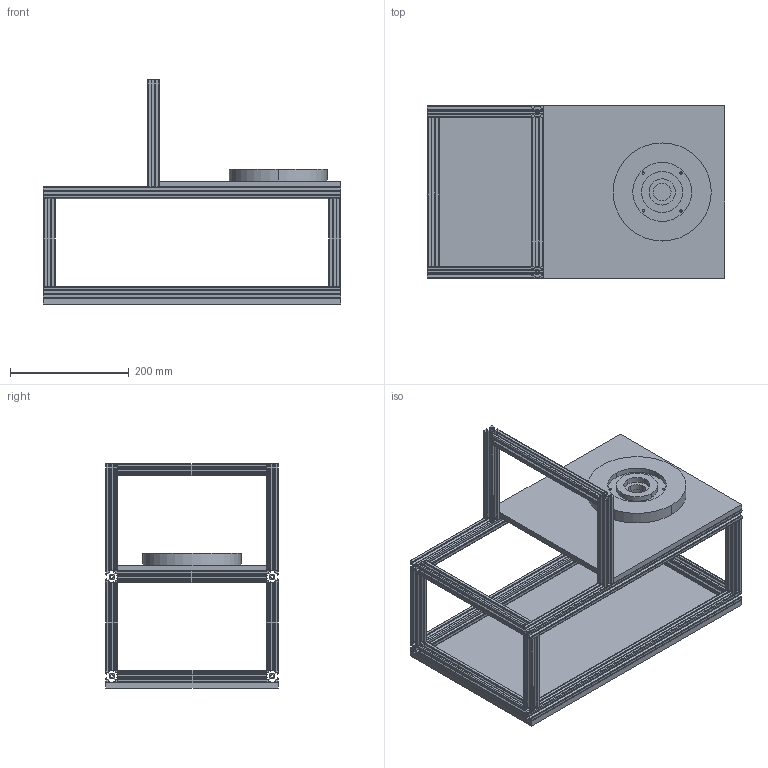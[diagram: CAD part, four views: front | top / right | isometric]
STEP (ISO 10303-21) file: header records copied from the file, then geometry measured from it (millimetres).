
FILE_DESCRIPTION (( 'STEP AP214' ), '1' );
FILE_NAME ('thanxe.STEP', '2019-04-24T13:05:02', ( '' ), ( '' ), 'SwSTEP 2.0', 'SolidWorks 2018', '' );
FILE_SCHEMA (( 'AUTOMOTIVE_DESIGN' ));
Length unit declared in the file: millimetre
Products named in the file (9): ndh500; dem tren; Assem1; ndh180; thanxe; tren2; ndh290; ndh187; san2
Assembly tree (19 placements, depth 3):
  thanxe
    ndh187  x4
    ndh500  x4
    ndh290  x5
    san2
    ndh180  x2
    Assem1
      tren2
      dem tren
Bounding box: 500 x 290 x 377 mm (x, y, z)
Volume: 3416368.5 mm3; surface area: 1259994.1 mm2
Topology: 18 solids, 18 shells, 1075 faces, 3090 edges, 2060 vertices
Faces by surface type: plane 953, cylinder 122
Entity records: 11379 total; most frequent: CARTESIAN_POINT 1870, ORIENTED_EDGE 1824, DIRECTION 1724, EDGE_CURVE 912, VECTOR 800, LINE 800, VERTEX_POINT 608, AXIS2_PLACEMENT_3D 462
